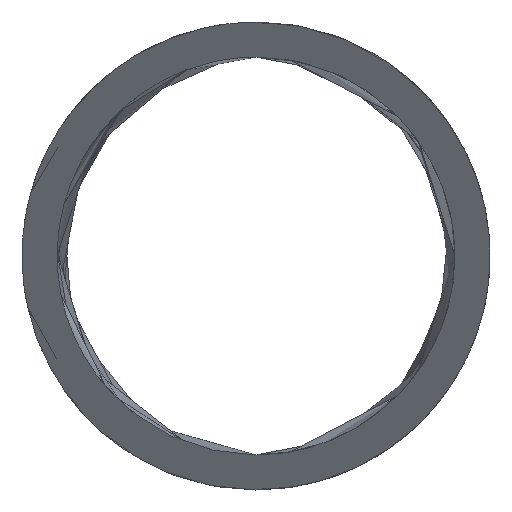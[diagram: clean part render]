
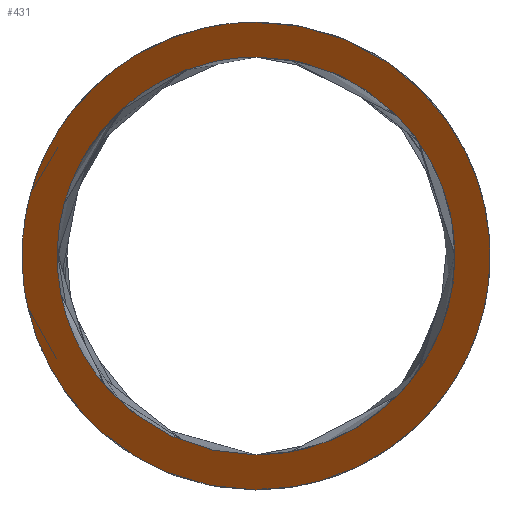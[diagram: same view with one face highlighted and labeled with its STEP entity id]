
A CAD part, left-side view. The second image highlights one B-rep face of the part: STEP entity #431.
In plain terms, the highlighted planar face has unit normal (-0.707, 0.707, 0).
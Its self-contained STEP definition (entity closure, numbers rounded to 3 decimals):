
#125=CARTESIAN_POINT('Control Point',(-2026.,-220.006,-24.625)) ;
#126=CARTESIAN_POINT('Control Point',(-2024.912,-218.918,-24.625)) ;
#127=CARTESIAN_POINT('Control Point',(-2023.814,-217.82,-24.451)) ;
#128=CARTESIAN_POINT('Control Point',(-2022.727,-216.733,-24.096)) ;
#129=CARTESIAN_POINT('Control Point',(-2021.24,-215.246,-23.32)) ;
#130=CARTESIAN_POINT('Control Point',(-2019.915,-213.921,-22.095)) ;
#131=CARTESIAN_POINT('Control Point',(-2019.549,-213.556,-21.701)) ;
#132=CARTESIAN_POINT('Control Point',(-2018.686,-212.692,-20.604)) ;
#133=CARTESIAN_POINT('Control Point',(-2018.011,-212.017,-19.242)) ;
#134=CARTESIAN_POINT('Control Point',(-2017.697,-211.703,-18.321)) ;
#135=CARTESIAN_POINT('Control Point',(-2017.386,-211.392,-16.512)) ;
#136=CARTESIAN_POINT('Control Point',(-2017.563,-211.569,-14.679)) ;
#137=CARTESIAN_POINT('Control Point',(-2017.744,-211.75,-13.885)) ;
#138=CARTESIAN_POINT('Control Point',(-2018.357,-212.363,-12.144)) ;
#139=CARTESIAN_POINT('Control Point',(-2019.313,-213.32,-10.749)) ;
#140=CARTESIAN_POINT('Control Point',(-2019.935,-213.941,-10.073)) ;
#141=CARTESIAN_POINT('Control Point',(-2021.45,-215.456,-8.786)) ;
#142=CARTESIAN_POINT('Control Point',(-2023.123,-217.129,-8.032)) ;
#143=CARTESIAN_POINT('Control Point',(-2024.08,-218.086,-7.759)) ;
#144=CARTESIAN_POINT('Control Point',(-2025.044,-219.05,-7.625)) ;
#145=CARTESIAN_POINT('Control Point',(-2026.,-220.006,-7.625)) ;
#146=CARTESIAN_POINT('Vertex',(-2026.,-220.006,-24.625)) ;
#148=CARTESIAN_POINT('Vertex',(-2026.,-220.006,-7.625)) ;
#233=CARTESIAN_POINT('Control Point',(-2026.,-220.006,-7.625)) ;
#234=CARTESIAN_POINT('Control Point',(-2026.752,-220.758,-7.625)) ;
#235=CARTESIAN_POINT('Control Point',(-2027.505,-221.511,-7.708)) ;
#236=CARTESIAN_POINT('Control Point',(-2028.251,-222.257,-7.874)) ;
#237=CARTESIAN_POINT('Control Point',(-2029.764,-223.77,-8.395)) ;
#238=CARTESIAN_POINT('Control Point',(-2031.183,-225.189,-9.304)) ;
#239=CARTESIAN_POINT('Control Point',(-2031.879,-225.885,-9.882)) ;
#240=CARTESIAN_POINT('Control Point',(-2033.082,-227.088,-11.197)) ;
#241=CARTESIAN_POINT('Control Point',(-2033.963,-227.969,-12.942)) ;
#242=CARTESIAN_POINT('Control Point',(-2034.281,-228.288,-13.855)) ;
#243=CARTESIAN_POINT('Control Point',(-2034.608,-228.614,-15.647)) ;
#244=CARTESIAN_POINT('Control Point',(-2034.453,-228.459,-17.472)) ;
#245=CARTESIAN_POINT('Control Point',(-2034.282,-228.288,-18.269)) ;
#246=CARTESIAN_POINT('Control Point',(-2033.875,-227.881,-19.47)) ;
#247=CARTESIAN_POINT('Control Point',(-2033.299,-227.305,-20.515)) ;
#248=CARTESIAN_POINT('Control Point',(-2033.06,-227.066,-20.889)) ;
#249=CARTESIAN_POINT('Control Point',(-2032.335,-226.341,-21.876)) ;
#250=CARTESIAN_POINT('Control Point',(-2031.496,-225.502,-22.671)) ;
#251=CARTESIAN_POINT('Control Point',(-2030.922,-224.928,-23.108)) ;
#252=CARTESIAN_POINT('Control Point',(-2029.63,-223.636,-23.9)) ;
#253=CARTESIAN_POINT('Control Point',(-2028.26,-222.266,-24.373)) ;
#254=CARTESIAN_POINT('Control Point',(-2027.511,-221.517,-24.541)) ;
#255=CARTESIAN_POINT('Control Point',(-2026.755,-220.762,-24.625)) ;
#256=CARTESIAN_POINT('Control Point',(-2026.,-220.006,-24.625)) ;
#269=CARTESIAN_POINT('Control Point',(-2026.,-220.006,-6.125)) ;
#270=CARTESIAN_POINT('Control Point',(-2027.545,-221.551,-6.125)) ;
#271=CARTESIAN_POINT('Control Point',(-2029.09,-223.096,-6.423)) ;
#272=CARTESIAN_POINT('Control Point',(-2030.593,-224.599,-7.016)) ;
#273=CARTESIAN_POINT('Control Point',(-2032.81,-226.816,-8.451)) ;
#274=CARTESIAN_POINT('Control Point',(-2034.55,-228.556,-10.786)) ;
#275=CARTESIAN_POINT('Control Point',(-2035.083,-229.089,-11.724)) ;
#276=CARTESIAN_POINT('Control Point',(-2035.747,-229.753,-13.428)) ;
#277=CARTESIAN_POINT('Control Point',(-2036.007,-230.013,-15.316)) ;
#278=CARTESIAN_POINT('Control Point',(-2036.04,-230.046,-16.048)) ;
#279=CARTESIAN_POINT('Control Point',(-2035.955,-229.961,-17.794)) ;
#280=CARTESIAN_POINT('Control Point',(-2035.511,-229.517,-19.441)) ;
#281=CARTESIAN_POINT('Control Point',(-2035.144,-229.15,-20.328)) ;
#282=CARTESIAN_POINT('Control Point',(-2034.289,-228.295,-21.878)) ;
#283=CARTESIAN_POINT('Control Point',(-2033.212,-227.218,-23.118)) ;
#284=CARTESIAN_POINT('Control Point',(-2032.656,-226.662,-23.644)) ;
#285=CARTESIAN_POINT('Control Point',(-2031.085,-225.092,-24.879)) ;
#286=CARTESIAN_POINT('Control Point',(-2029.364,-223.37,-25.649)) ;
#287=CARTESIAN_POINT('Control Point',(-2028.253,-222.259,-25.966)) ;
#288=CARTESIAN_POINT('Control Point',(-2027.126,-221.132,-26.125)) ;
#289=CARTESIAN_POINT('Control Point',(-2026.,-220.006,-26.125)) ;
#290=CARTESIAN_POINT('Vertex',(-2026.,-220.006,-6.125)) ;
#292=CARTESIAN_POINT('Vertex',(-2026.,-220.006,-26.125)) ;
#383=CARTESIAN_POINT('Axis2P3D Location',(-2026.,-220.006,-16.125)) ;
#389=CARTESIAN_POINT('Control Point',(-2026.,-220.006,-26.125)) ;
#390=CARTESIAN_POINT('Control Point',(-2025.189,-219.195,-26.125)) ;
#391=CARTESIAN_POINT('Control Point',(-2024.374,-218.38,-26.043)) ;
#392=CARTESIAN_POINT('Control Point',(-2023.559,-217.565,-25.876)) ;
#393=CARTESIAN_POINT('Control Point',(-2022.204,-216.21,-25.449)) ;
#394=CARTESIAN_POINT('Control Point',(-2020.898,-214.904,-24.757)) ;
#395=CARTESIAN_POINT('Control Point',(-2020.38,-214.386,-24.431)) ;
#396=CARTESIAN_POINT('Control Point',(-2019.325,-213.331,-23.647)) ;
#397=CARTESIAN_POINT('Control Point',(-2018.36,-212.367,-22.64)) ;
#398=CARTESIAN_POINT('Control Point',(-2017.888,-211.894,-22.048)) ;
#399=CARTESIAN_POINT('Control Point',(-2017.198,-211.204,-20.987)) ;
#400=CARTESIAN_POINT('Control Point',(-2016.663,-210.669,-19.759)) ;
#401=CARTESIAN_POINT('Control Point',(-2016.486,-210.492,-19.271)) ;
#402=CARTESIAN_POINT('Control Point',(-2016.145,-210.152,-18.09)) ;
#403=CARTESIAN_POINT('Control Point',(-2015.985,-209.991,-16.828)) ;
#404=CARTESIAN_POINT('Control Point',(-2015.96,-209.966,-16.096)) ;
#405=CARTESIAN_POINT('Control Point',(-2016.032,-210.038,-14.878)) ;
#406=CARTESIAN_POINT('Control Point',(-2016.277,-210.283,-13.715)) ;
#407=CARTESIAN_POINT('Control Point',(-2016.402,-210.408,-13.261)) ;
#408=CARTESIAN_POINT('Control Point',(-2016.713,-210.719,-12.341)) ;
#409=CARTESIAN_POINT('Control Point',(-2017.115,-211.121,-11.499)) ;
#410=CARTESIAN_POINT('Control Point',(-2017.347,-211.353,-11.08)) ;
#411=CARTESIAN_POINT('Control Point',(-2018.049,-212.056,-9.969)) ;
#412=CARTESIAN_POINT('Control Point',(-2018.873,-212.88,-9.044)) ;
#413=CARTESIAN_POINT('Control Point',(-2019.439,-213.446,-8.522)) ;
#414=CARTESIAN_POINT('Control Point',(-2020.508,-214.514,-7.704)) ;
#415=CARTESIAN_POINT('Control Point',(-2021.637,-215.643,-7.1)) ;
#416=CARTESIAN_POINT('Control Point',(-2022.15,-216.157,-6.87)) ;
#417=CARTESIAN_POINT('Control Point',(-2023.223,-217.229,-6.477)) ;
#418=CARTESIAN_POINT('Control Point',(-2024.312,-218.318,-6.243)) ;
#419=CARTESIAN_POINT('Control Point',(-2024.876,-218.882,-6.164)) ;
#420=CARTESIAN_POINT('Control Point',(-2025.439,-219.445,-6.125)) ;
#421=CARTESIAN_POINT('Control Point',(-2026.,-220.006,-6.125)) ;
#384=DIRECTION('Axis2P3D Direction',(0.707,-0.707,0.)) ;
#385=DIRECTION('Axis2P3D XDirection',(0.,0.,1.)) ;
#386=AXIS2_PLACEMENT_3D('Plane Axis2P3D',#383,#384,#385) ;
#424=ORIENTED_EDGE('',*,*,#294,.F.) ;
#425=ORIENTED_EDGE('',*,*,#422,.F.) ;
#428=ORIENTED_EDGE('',*,*,#150,.T.) ;
#429=ORIENTED_EDGE('',*,*,#257,.T.) ;
#430=FACE_BOUND('',#427,.T.) ;
#431=ADVANCED_FACE('Corps principal',(#426,#430),#387,.F.) ;
#124=B_SPLINE_CURVE_WITH_KNOTS('',5,(#125,#126,#127,#128,#129,#130,#131,#132,#133,#134,#135,#136,#137,#138,#139,#140,#141,#142,#143,#144,#145),.UNSPECIFIED.,.F.,.U.,(6,3,3,3,3,3,6),(0.,11.192,15.741,22.648,28.301,36.011,45.847),.UNSPECIFIED.) ;
#232=B_SPLINE_CURVE_WITH_KNOTS('',5,(#233,#234,#235,#236,#237,#238,#239,#240,#241,#242,#243,#244,#245,#246,#247,#248,#249,#250,#251,#252,#253,#254,#255,#256),.UNSPECIFIED.,.F.,.U.,(6,3,3,3,3,3,3,6),(0.,7.524,15.508,22.542,28.321,31.878,38.36,45.915),.UNSPECIFIED.) ;
#268=B_SPLINE_CURVE_WITH_KNOTS('',5,(#269,#270,#271,#272,#273,#274,#275,#276,#277,#278,#279,#280,#281,#282,#283,#284,#285,#286,#287,#288,#289),.UNSPECIFIED.,.F.,.U.,(6,3,3,3,3,3,6),(0.,15.448,23.825,28.955,36.109,42.762,54.024),.UNSPECIFIED.) ;
#388=B_SPLINE_CURVE_WITH_KNOTS('',5,(#389,#390,#391,#392,#393,#394,#395,#396,#397,#398,#399,#400,#401,#402,#403,#404,#405,#406,#407,#408,#409,#410,#411,#412,#413,#414,#415,#416,#417,#418,#419,#420,#421),.UNSPECIFIED.,.F.,.U.,(6,3,3,3,3,3,3,3,3,3,6),(0.,8.341,14.014,20.226,24.008,29.006,32.359,36.051,42.746,48.167,53.937),.UNSPECIFIED.) ;
#150=EDGE_CURVE('',#147,#149,#124,.T.) ;
#257=EDGE_CURVE('',#149,#147,#232,.T.) ;
#294=EDGE_CURVE('',#291,#293,#268,.T.) ;
#422=EDGE_CURVE('',#293,#291,#388,.T.) ;
#423=EDGE_LOOP('',(#424,#425)) ;
#427=EDGE_LOOP('',(#428,#429)) ;
#426=FACE_OUTER_BOUND('',#423,.T.) ;
#387=PLANE('Plane',#386) ;
#147=VERTEX_POINT('',#146) ;
#149=VERTEX_POINT('',#148) ;
#291=VERTEX_POINT('',#290) ;
#293=VERTEX_POINT('',#292) ;
